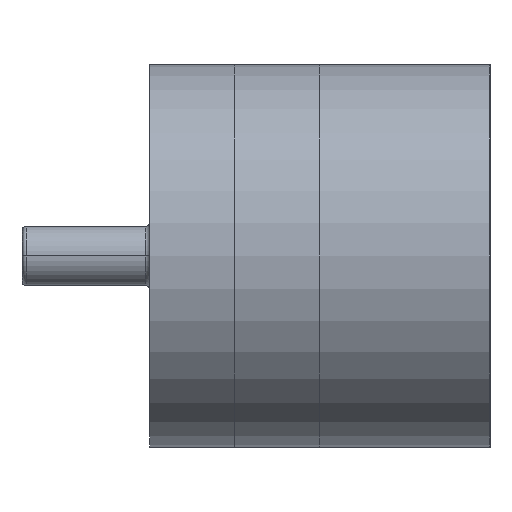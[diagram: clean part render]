
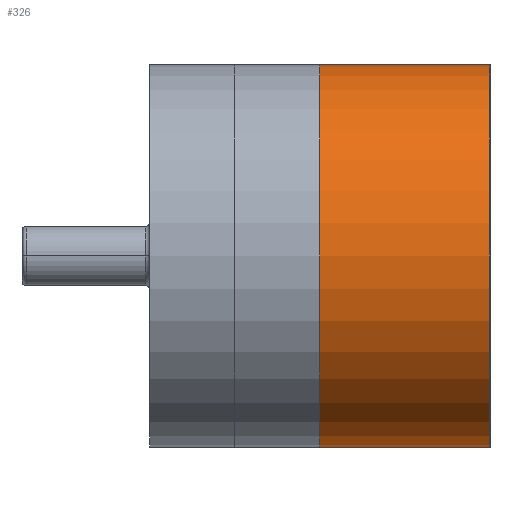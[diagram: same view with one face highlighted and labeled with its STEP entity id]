
A CAD part, left-side view. The second image highlights one B-rep face of the part: STEP entity #326.
In plain terms, the highlighted cylindrical face has radius 2.25 mm (diameter 4.5 mm), a partial arc.
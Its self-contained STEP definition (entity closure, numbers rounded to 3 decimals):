
#57 = DIRECTION ( 'NONE',  ( 0., -1., 0. ) ) ;
#76 = CARTESIAN_POINT ( 'NONE',  ( -11.005, 0., 0.598 ) ) ;
#115 = FACE_OUTER_BOUND ( 'NONE', #967, .T. ) ;
#153 = AXIS2_PLACEMENT_3D ( 'NONE', #1330, #1066, #1753 ) ;
#292 = ORIENTED_EDGE ( 'NONE', *, *, #643, .T. ) ;
#326 = ADVANCED_FACE ( 'NONE', ( #115 ), #1216, .T. ) ;
#344 = CIRCLE ( 'NONE', #466, 2.25 ) ;
#437 = CARTESIAN_POINT ( 'NONE',  ( -11.005, 4., 2.848 ) ) ;
#466 = AXIS2_PLACEMENT_3D ( 'NONE', #76, #1327, #914 ) ;
#487 = DIRECTION ( 'NONE',  ( 0., 0., 1. ) ) ;
#542 = VECTOR ( 'NONE', #57, 1000. ) ;
#547 = CARTESIAN_POINT ( 'NONE',  ( -11.005, 0., -1.652 ) ) ;
#560 = DIRECTION ( 'NONE',  ( 0., -1., 0. ) ) ;
#591 = ORIENTED_EDGE ( 'NONE', *, *, #878, .F. ) ;
#604 = LINE ( 'NONE', #1309, #542 ) ;
#643 = EDGE_CURVE ( 'NONE', #1777, #1589, #344, .T. ) ;
#799 = AXIS2_PLACEMENT_3D ( 'NONE', #1061, #1190, #487 ) ;
#878 = EDGE_CURVE ( 'NONE', #1388, #1589, #1101, .T. ) ;
#914 = DIRECTION ( 'NONE',  ( 0., 0., 1. ) ) ;
#967 = EDGE_LOOP ( 'NONE', ( #1115, #1052, #292, #591 ) ) ;
#1052 = ORIENTED_EDGE ( 'NONE', *, *, #1074, .T. ) ;
#1061 = CARTESIAN_POINT ( 'NONE',  ( -11.005, 2., 0.598 ) ) ;
#1066 = DIRECTION ( 'NONE',  ( 0., -1., 0. ) ) ;
#1074 = EDGE_CURVE ( 'NONE', #1175, #1777, #604, .T. ) ;
#1101 = LINE ( 'NONE', #437, #1593 ) ;
#1115 = ORIENTED_EDGE ( 'NONE', *, *, #1225, .F. ) ;
#1117 = CARTESIAN_POINT ( 'NONE',  ( -11.005, 2., 2.848 ) ) ;
#1175 = VERTEX_POINT ( 'NONE', #1778 ) ;
#1190 = DIRECTION ( 'NONE',  ( 0., 1., 0. ) ) ;
#1216 = CYLINDRICAL_SURFACE ( 'NONE', #153, 2.25 ) ;
#1225 = EDGE_CURVE ( 'NONE', #1175, #1388, #1768, .T. ) ;
#1309 = CARTESIAN_POINT ( 'NONE',  ( -11.005, 4., -1.652 ) ) ;
#1327 = DIRECTION ( 'NONE',  ( 0., 1., 0. ) ) ;
#1330 = CARTESIAN_POINT ( 'NONE',  ( -11.005, 4., 0.598 ) ) ;
#1388 = VERTEX_POINT ( 'NONE', #1117 ) ;
#1487 = CARTESIAN_POINT ( 'NONE',  ( -11.005, 0., 2.848 ) ) ;
#1589 = VERTEX_POINT ( 'NONE', #1487 ) ;
#1593 = VECTOR ( 'NONE', #560, 1000. ) ;
#1753 = DIRECTION ( 'NONE',  ( 0., 0., -1. ) ) ;
#1768 = CIRCLE ( 'NONE', #799, 2.25 ) ;
#1777 = VERTEX_POINT ( 'NONE', #547 ) ;
#1778 = CARTESIAN_POINT ( 'NONE',  ( -11.005, 2., -1.652 ) ) ;
